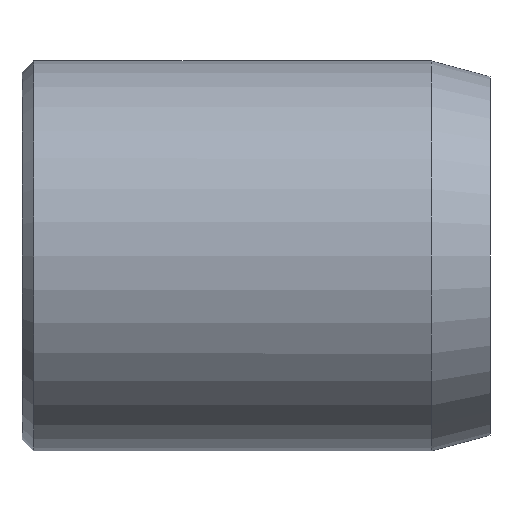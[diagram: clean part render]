
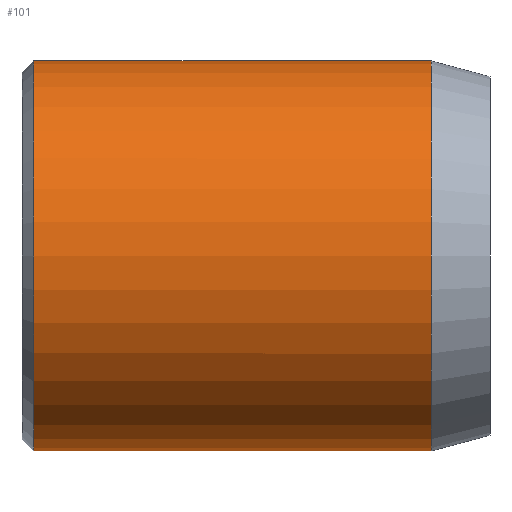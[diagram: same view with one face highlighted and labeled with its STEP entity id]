
A CAD part, front view. The second image highlights one B-rep face of the part: STEP entity #101.
In plain terms, the highlighted cylindrical face has radius 5 mm (diameter 10 mm), a partial arc.
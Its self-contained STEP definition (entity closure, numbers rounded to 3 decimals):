
#6 = AXIS2_PLACEMENT_3D ( 'NONE', #17, #296, #131 ) ;
#17 = CARTESIAN_POINT ( 'NONE',  ( 0., 0., 0. ) ) ;
#22 = CIRCLE ( 'NONE', #205, 5. ) ;
#55 = CARTESIAN_POINT ( 'NONE',  ( 0., 0., 5. ) ) ;
#67 = LINE ( 'NONE', #55, #132 ) ;
#101 = ADVANCED_FACE ( 'NONE', ( #471 ), #239, .T. ) ;
#104 = CARTESIAN_POINT ( 'NONE',  ( 0., 0., -5. ) ) ;
#117 = DIRECTION ( 'NONE',  ( 1., 0., 0. ) ) ;
#122 = EDGE_CURVE ( 'NONE', #142, #345, #67, .T. ) ;
#131 = DIRECTION ( 'NONE',  ( 0., 0., 1. ) ) ;
#132 = VECTOR ( 'NONE', #221, 1000. ) ;
#141 = LINE ( 'NONE', #104, #194 ) ;
#142 = VERTEX_POINT ( 'NONE', #179 ) ;
#147 = VERTEX_POINT ( 'NONE', #350 ) ;
#161 = DIRECTION ( 'NONE',  ( 0., 0., -1. ) ) ;
#179 = CARTESIAN_POINT ( 'NONE',  ( 10.5, 0., 5. ) ) ;
#194 = VECTOR ( 'NONE', #360, 1000. ) ;
#195 = ORIENTED_EDGE ( 'NONE', *, *, #371, .T. ) ;
#196 = CIRCLE ( 'NONE', #473, 5. ) ;
#205 = AXIS2_PLACEMENT_3D ( 'NONE', #329, #117, #161 ) ;
#212 = CARTESIAN_POINT ( 'NONE',  ( 0.3, 0., 5. ) ) ;
#221 = DIRECTION ( 'NONE',  ( -1., 0., 0. ) ) ;
#239 = CYLINDRICAL_SURFACE ( 'NONE', #6, 5. ) ;
#261 = VERTEX_POINT ( 'NONE', #379 ) ;
#296 = DIRECTION ( 'NONE',  ( -1., 0., 0. ) ) ;
#305 = DIRECTION ( 'NONE',  ( -1., 0., 0. ) ) ;
#313 = ORIENTED_EDGE ( 'NONE', *, *, #340, .T. ) ;
#329 = CARTESIAN_POINT ( 'NONE',  ( 0.3, 0., 0. ) ) ;
#340 = EDGE_CURVE ( 'NONE', #345, #147, #22, .T. ) ;
#345 = VERTEX_POINT ( 'NONE', #212 ) ;
#350 = CARTESIAN_POINT ( 'NONE',  ( 0.3, 0., -5. ) ) ;
#360 = DIRECTION ( 'NONE',  ( -1., 0., 0. ) ) ;
#371 = EDGE_CURVE ( 'NONE', #261, #142, #196, .T. ) ;
#379 = CARTESIAN_POINT ( 'NONE',  ( 10.5, 0., -5. ) ) ;
#404 = ORIENTED_EDGE ( 'NONE', *, *, #122, .T. ) ;
#438 = DIRECTION ( 'NONE',  ( 0., 0., 1. ) ) ;
#471 = FACE_OUTER_BOUND ( 'NONE', #506, .T. ) ;
#473 = AXIS2_PLACEMENT_3D ( 'NONE', #530, #305, #438 ) ;
#506 = EDGE_LOOP ( 'NONE', ( #536, #195, #404, #313 ) ) ;
#517 = EDGE_CURVE ( 'NONE', #261, #147, #141, .T. ) ;
#530 = CARTESIAN_POINT ( 'NONE',  ( 10.5, 0., 0. ) ) ;
#536 = ORIENTED_EDGE ( 'NONE', *, *, #517, .F. ) ;
